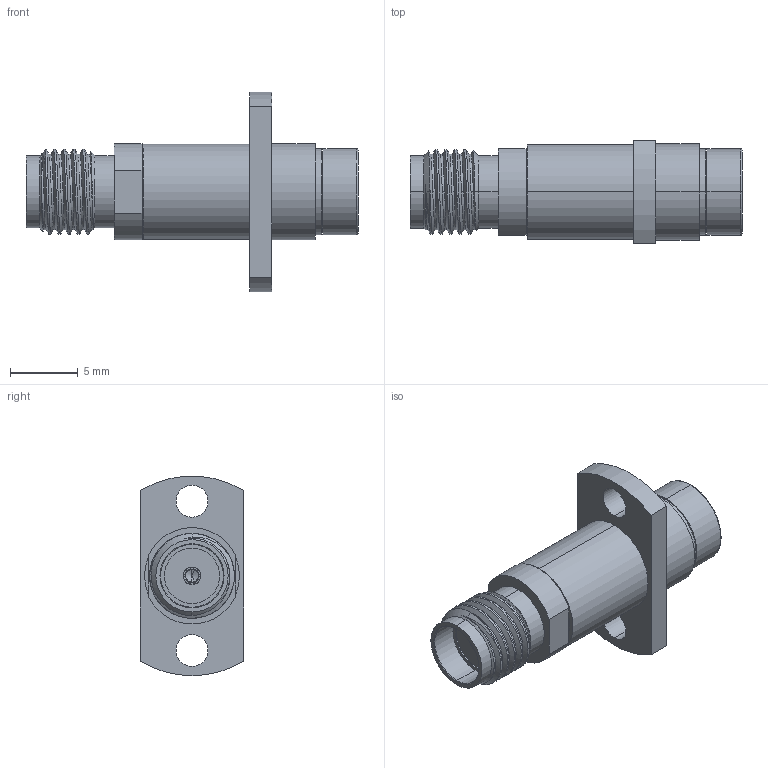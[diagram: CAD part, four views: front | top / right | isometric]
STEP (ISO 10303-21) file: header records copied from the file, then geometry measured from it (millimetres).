
FILE_DESCRIPTION (( 'STEP AP214' ), '1' );
FILE_NAME ('FMAD10006_3D.step', '2024-05-23T14:57:35', ( '' ), ( '' ), 'SwSTEP 2.0', 'SolidWorks 2022', '' );
FILE_SCHEMA (( 'AUTOMOTIVE_DESIGN' ));
Length unit declared in the file: millimetre
Products named in the file (1): FMAD10006_3D
Bounding box: 24.5 x 7.62 x 14.71 mm (x, y, z)
Volume: 841.2 mm3; surface area: 993 mm2
Topology: 3 solids, 3 shells, 154 faces, 388 edges, 250 vertices
Faces by surface type: cylinder 70, plane 54, cone 26, torus 2, bspline 2
Entity records: 6814 total; most frequent: CARTESIAN_POINT 2700, DIRECTION 776, ORIENTED_EDGE 768, EDGE_CURVE 384, AXIS2_PLACEMENT_3D 307, VERTEX_POINT 250, EDGE_LOOP 174, VECTOR 162
